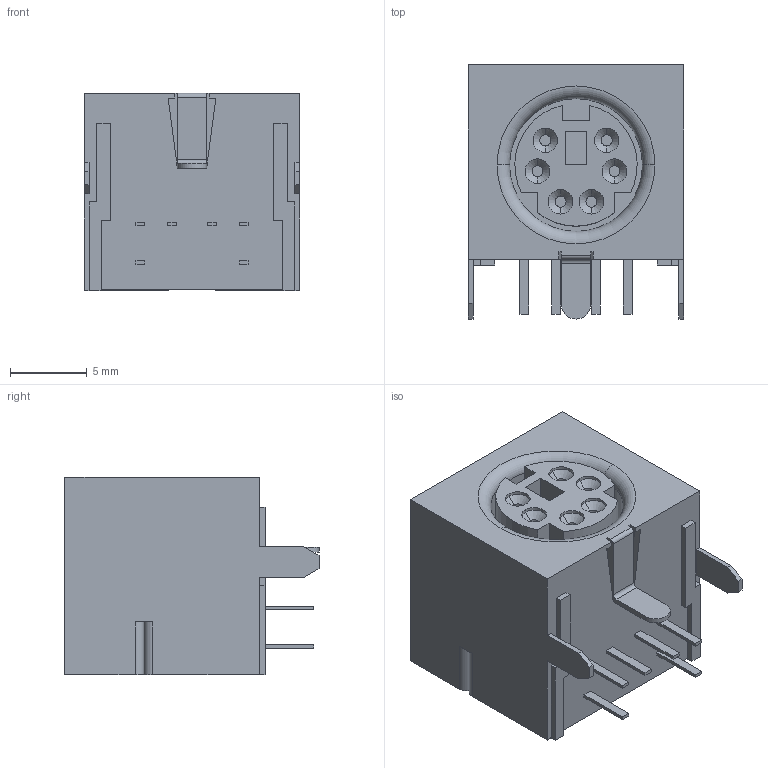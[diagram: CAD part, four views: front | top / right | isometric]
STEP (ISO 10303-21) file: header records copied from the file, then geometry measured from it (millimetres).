
FILE_DESCRIPTION((''),'2;1');
FILE_NAME('C-5749266-1','2019-01-16T04:15:26',('workeradm'),('TE Connectivity Ltd.'),'CREO PARAMETRIC BY PTC INC, 2018190','CREO PARAMETRIC BY PTC INC, 2018190','');
FILE_SCHEMA(('AUTOMOTIVE_DESIGN { 1 0 10303 214 1 1 1 1 }'));
Length unit declared in the file: millimetre
Products named in the file (1): C-5749266-1
Bounding box: 14 x 16.51 x 12.83 mm (x, y, z)
Volume: 2003 mm3; surface area: 1618.2 mm2
Topology: 1 solids, 1 shells, 187 faces, 476 edges, 306 vertices
Faces by surface type: plane 127, cylinder 46, cone 12, torus 2
Entity records: 5618 total; most frequent: CARTESIAN_POINT 971, ORIENTED_EDGE 952, DIRECTION 946, EDGE_CURVE 476, VECTOR 380, LINE 380, VERTEX_POINT 306, AXIS2_PLACEMENT_3D 283
